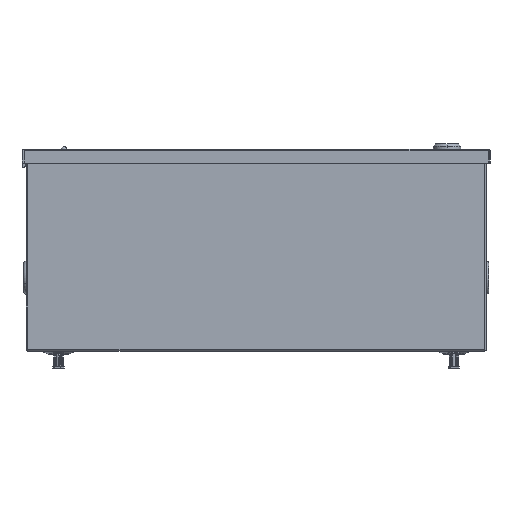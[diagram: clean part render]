
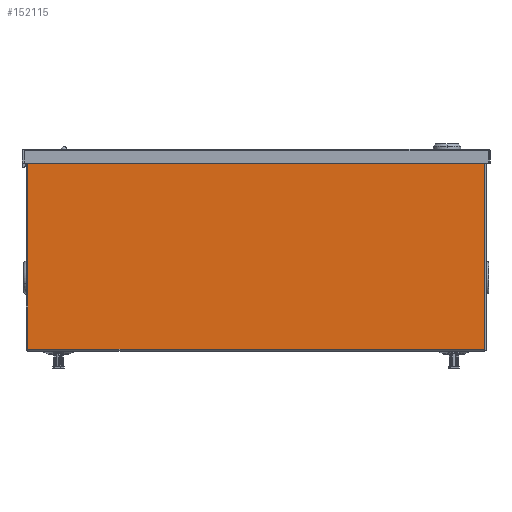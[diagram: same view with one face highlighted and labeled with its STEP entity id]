
A CAD part, front view. The second image highlights one B-rep face of the part: STEP entity #152115.
In plain terms, the highlighted planar face has unit normal (0, -1, 0).
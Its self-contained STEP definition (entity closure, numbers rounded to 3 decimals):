
#6459 = PLANE ( 'NONE',  #117282 ) ;
#9423 = LINE ( 'NONE', #66997, #159798 ) ;
#13847 = VERTEX_POINT ( 'NONE', #155601 ) ;
#15540 = ORIENTED_EDGE ( 'NONE', *, *, #29682, .F. ) ;
#19430 = VECTOR ( 'NONE', #172553, 1000. ) ;
#29682 = EDGE_CURVE ( 'NONE', #60591, #109621, #71188, .T. ) ;
#30201 = EDGE_CURVE ( 'NONE', #149322, #13847, #189735, .T. ) ;
#48254 = EDGE_LOOP ( 'NONE', ( #62875, #117706, #15540, #130670 ) ) ;
#49199 = CARTESIAN_POINT ( 'NONE',  ( 186.5, -194.5, 160.2 ) ) ;
#49643 = DIRECTION ( 'NONE',  ( 0., 1., 0. ) ) ;
#56770 = DIRECTION ( 'NONE',  ( -1., 0., 0. ) ) ;
#58177 = CARTESIAN_POINT ( 'NONE',  ( 186.5, -194.5, 160.2 ) ) ;
#60591 = VERTEX_POINT ( 'NONE', #86882 ) ;
#62875 = ORIENTED_EDGE ( 'NONE', *, *, #30201, .T. ) ;
#66997 = CARTESIAN_POINT ( 'NONE',  ( 186.5, -194.5, 0. ) ) ;
#71188 = LINE ( 'NONE', #188319, #175587 ) ;
#76596 = DIRECTION ( 'NONE',  ( 0., 0., 1. ) ) ;
#86882 = CARTESIAN_POINT ( 'NONE',  ( 186.5, -194.5, 0.1 ) ) ;
#92893 = FACE_OUTER_BOUND ( 'NONE', #48254, .T. ) ;
#109621 = VERTEX_POINT ( 'NONE', #156987 ) ;
#110737 = EDGE_CURVE ( 'NONE', #60591, #149322, #9423, .T. ) ;
#117282 = AXIS2_PLACEMENT_3D ( 'NONE', #181261, #49643, #76596 ) ;
#117706 = ORIENTED_EDGE ( 'NONE', *, *, #140789, .T. ) ;
#121466 = VECTOR ( 'NONE', #174059, 1000. ) ;
#130670 = ORIENTED_EDGE ( 'NONE', *, *, #110737, .T. ) ;
#130782 = CARTESIAN_POINT ( 'NONE',  ( -186.5, -194.5, 0. ) ) ;
#140789 = EDGE_CURVE ( 'NONE', #13847, #109621, #156829, .T. ) ;
#149322 = VERTEX_POINT ( 'NONE', #49199 ) ;
#152115 = ADVANCED_FACE ( 'NONE', ( #92893 ), #6459, .F. ) ;
#155601 = CARTESIAN_POINT ( 'NONE',  ( -186.5, -194.5, 160.2 ) ) ;
#156829 = LINE ( 'NONE', #130782, #121466 ) ;
#156987 = CARTESIAN_POINT ( 'NONE',  ( -186.5, -194.5, 0.1 ) ) ;
#159798 = VECTOR ( 'NONE', #186994, 1000. ) ;
#172553 = DIRECTION ( 'NONE',  ( -1., 0., 0. ) ) ;
#174059 = DIRECTION ( 'NONE',  ( 0., 0., -1. ) ) ;
#175587 = VECTOR ( 'NONE', #56770, 1000. ) ;
#181261 = CARTESIAN_POINT ( 'NONE',  ( 0., -194.5, 0. ) ) ;
#186994 = DIRECTION ( 'NONE',  ( 0., 0., 1. ) ) ;
#188319 = CARTESIAN_POINT ( 'NONE',  ( -186.5, -194.5, 0.1 ) ) ;
#189735 = LINE ( 'NONE', #58177, #19430 ) ;
